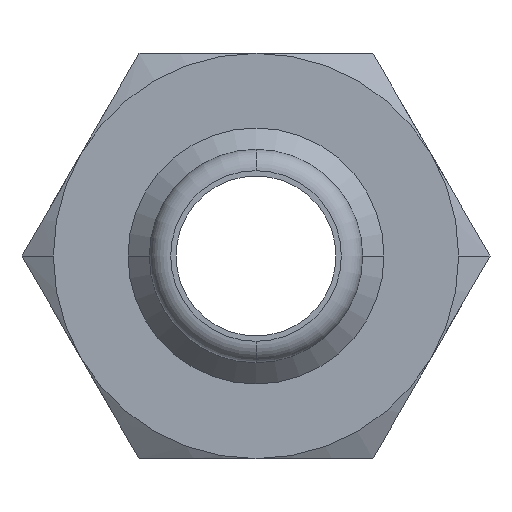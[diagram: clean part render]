
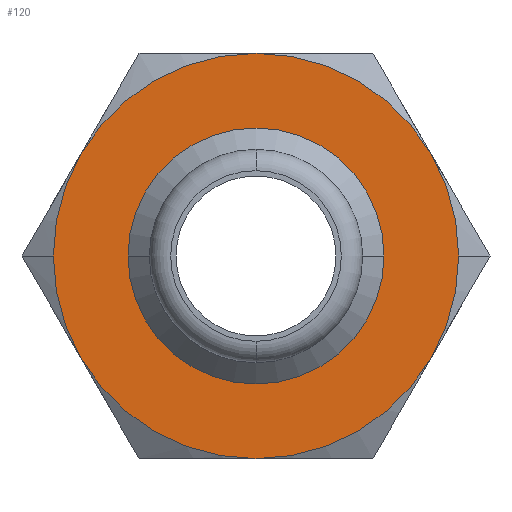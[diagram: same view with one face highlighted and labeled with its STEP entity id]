
A CAD part, front view. The second image highlights one B-rep face of the part: STEP entity #120.
In plain terms, the highlighted planar face has unit normal (0, -1, 0).
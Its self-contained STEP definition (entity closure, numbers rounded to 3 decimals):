
#120=ADVANCED_FACE('',(#258,#259),#260,.T.);
#258=FACE_OUTER_BOUND('',#413,.T.);
#259=FACE_BOUND('',#414,.T.);
#260=PLANE('',#415);
#413=EDGE_LOOP('',(#687,#688,#689,#690,#691,#692,#693,#694));
#414=EDGE_LOOP('',(#695,#696));
#415=AXIS2_PLACEMENT_3D('',#697,#698,#699);
#687=ORIENTED_EDGE('',*,*,#935,.F.);
#688=ORIENTED_EDGE('',*,*,#930,.F.);
#689=ORIENTED_EDGE('',*,*,#982,.F.);
#690=ORIENTED_EDGE('',*,*,#983,.F.);
#691=ORIENTED_EDGE('',*,*,#984,.F.);
#692=ORIENTED_EDGE('',*,*,#985,.F.);
#693=ORIENTED_EDGE('',*,*,#901,.F.);
#694=ORIENTED_EDGE('',*,*,#986,.F.);
#695=ORIENTED_EDGE('',*,*,#987,.F.);
#696=ORIENTED_EDGE('',*,*,#988,.F.);
#697=CARTESIAN_POINT('',(4.75,20.0,0.0));
#698=DIRECTION('',(-0.0,-1.0,-0.0));
#699=DIRECTION('',(-1.0,0.0,0.0));
#901=EDGE_CURVE('',#1060,#1057,#1062,.T.);
#930=EDGE_CURVE('',#1109,#1111,#1112,.T.);
#935=EDGE_CURVE('',#1111,#1115,#1119,.T.);
#982=EDGE_CURVE('',#1157,#1109,#1180,.T.);
#983=EDGE_CURVE('',#1181,#1157,#1182,.T.);
#984=EDGE_CURVE('',#1183,#1181,#1184,.T.);
#985=EDGE_CURVE('',#1057,#1183,#1185,.T.);
#986=EDGE_CURVE('',#1115,#1060,#1186,.T.);
#987=EDGE_CURVE('',#1187,#1188,#1189,.T.);
#988=EDGE_CURVE('',#1188,#1187,#1190,.T.);
#1057=VERTEX_POINT('',#1323);
#1060=VERTEX_POINT('',#1337);
#1062=CIRCLE('',#1350,9.5);
#1109=VERTEX_POINT('',#1438);
#1111=VERTEX_POINT('',#1451);
#1112=CIRCLE('',#1452,9.5);
#1115=VERTEX_POINT('',#1466);
#1119=CIRCLE('',#1482,9.5);
#1157=VERTEX_POINT('',#1583);
#1180=CIRCLE('',#1633,9.5);
#1181=VERTEX_POINT('',#1634);
#1182=CIRCLE('',#1635,9.5);
#1183=VERTEX_POINT('',#1636);
#1184=CIRCLE('',#1637,9.5);
#1185=CIRCLE('',#1638,9.5);
#1186=CIRCLE('',#1639,9.5);
#1187=VERTEX_POINT('',#1640);
#1188=VERTEX_POINT('',#1641);
#1189=CIRCLE('',#1642,6.0);
#1190=CIRCLE('',#1643,6.0);
#1323=CARTESIAN_POINT('',(0.0,20.0,-9.5));
#1337=CARTESIAN_POINT('',(8.227,20.0,-4.75));
#1350=AXIS2_PLACEMENT_3D('',#1761,#1762,#1763);
#1438=CARTESIAN_POINT('',(0.,20.0,9.5));
#1451=CARTESIAN_POINT('',(8.227,20.0,4.75));
#1452=AXIS2_PLACEMENT_3D('',#1799,#1800,#1801);
#1466=CARTESIAN_POINT('',(9.5,20.0,0.));
#1482=AXIS2_PLACEMENT_3D('',#1803,#1804,#1805);
#1583=CARTESIAN_POINT('',(-8.227,20.0,4.75));
#1633=AXIS2_PLACEMENT_3D('',#1858,#1859,#1860);
#1634=CARTESIAN_POINT('',(-9.5,20.0,0.));
#1635=AXIS2_PLACEMENT_3D('',#1861,#1862,#1863);
#1636=CARTESIAN_POINT('',(-8.227,20.0,-4.75));
#1637=AXIS2_PLACEMENT_3D('',#1864,#1865,#1866);
#1638=AXIS2_PLACEMENT_3D('',#1867,#1868,#1869);
#1639=AXIS2_PLACEMENT_3D('',#1870,#1871,#1872);
#1640=CARTESIAN_POINT('',(-6.0,20.0,0.));
#1641=CARTESIAN_POINT('',(6.0,20.0,0.));
#1642=AXIS2_PLACEMENT_3D('',#1873,#1874,#1875);
#1643=AXIS2_PLACEMENT_3D('',#1876,#1877,#1878);
#1761=CARTESIAN_POINT('',(0.0,20.0,0.0));
#1762=DIRECTION('',(-0.0,1.0,0.0));
#1763=DIRECTION('',(1.0,0.0,0.0));
#1799=CARTESIAN_POINT('',(0.0,20.0,0.0));
#1800=DIRECTION('',(-0.0,1.0,0.0));
#1801=DIRECTION('',(1.0,0.0,0.0));
#1803=CARTESIAN_POINT('',(0.0,20.0,0.0));
#1804=DIRECTION('',(-0.0,1.0,0.0));
#1805=DIRECTION('',(1.0,0.0,0.0));
#1858=CARTESIAN_POINT('',(0.0,20.0,0.0));
#1859=DIRECTION('',(-0.0,1.0,0.0));
#1860=DIRECTION('',(1.0,0.0,0.0));
#1861=CARTESIAN_POINT('',(0.0,20.0,0.0));
#1862=DIRECTION('',(-0.0,1.0,0.0));
#1863=DIRECTION('',(1.0,0.0,0.0));
#1864=CARTESIAN_POINT('',(0.0,20.0,0.0));
#1865=DIRECTION('',(-0.0,1.0,0.0));
#1866=DIRECTION('',(1.0,0.0,0.0));
#1867=CARTESIAN_POINT('',(0.0,20.0,0.0));
#1868=DIRECTION('',(-0.0,1.0,0.0));
#1869=DIRECTION('',(1.0,0.0,0.0));
#1870=CARTESIAN_POINT('',(0.0,20.0,0.0));
#1871=DIRECTION('',(-0.0,1.0,0.0));
#1872=DIRECTION('',(1.0,0.0,0.0));
#1873=CARTESIAN_POINT('',(0.0,20.0,0.0));
#1874=DIRECTION('',(0.0,-1.0,0.0));
#1875=DIRECTION('',(1.0,0.0,0.0));
#1876=CARTESIAN_POINT('',(0.0,20.0,0.0));
#1877=DIRECTION('',(0.0,-1.0,0.0));
#1878=DIRECTION('',(1.0,0.0,0.0));
